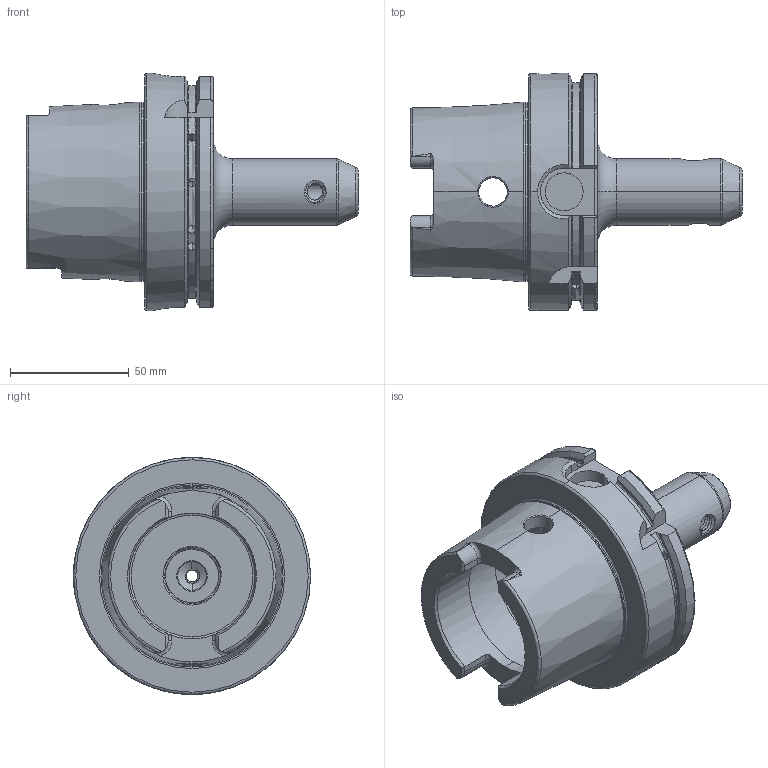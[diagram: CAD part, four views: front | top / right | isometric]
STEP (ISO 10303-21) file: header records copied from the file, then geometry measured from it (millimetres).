
FILE_DESCRIPTION (( 'STEP AP203' ), '1' );
FILE_NAME ('A100.05.08.STEP', '2016-10-07T09:45:31', ( '' ), ( '' ), 'SwSTEP 2.0', 'SolidWorks 2012', '' );
FILE_SCHEMA (( 'CONFIG_CONTROL_DESIGN' ));
Length unit declared in the file: millimetre
Products named in the file (1): A100.05.08
Bounding box: 140 x 100 x 100 mm (x, y, z)
Volume: 285848.9 mm3; surface area: 58170.2 mm2
Topology: 1 solids, 1 shells, 275 faces, 753 edges, 478 vertices
Faces by surface type: cylinder 128, plane 47, cone 38, torus 35, bspline 25, sphere 2
Entity records: 30744 total; most frequent: CARTESIAN_POINT 24493, ORIENTED_EDGE 1486, DIRECTION 1092, EDGE_CURVE 743, VERTEX_POINT 478, AXIS2_PLACEMENT_3D 438, EDGE_LOOP 291, FACE_OUTER_BOUND 275
